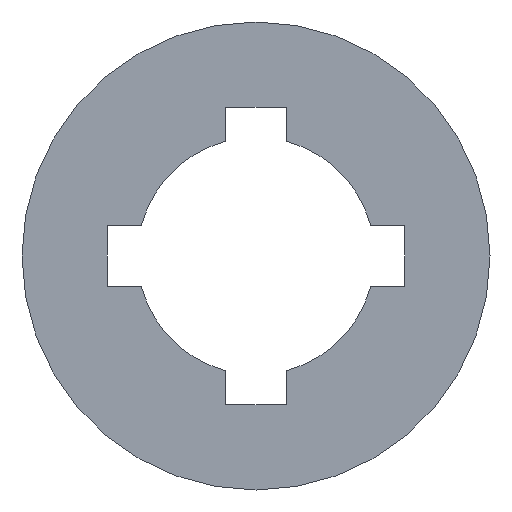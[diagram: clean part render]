
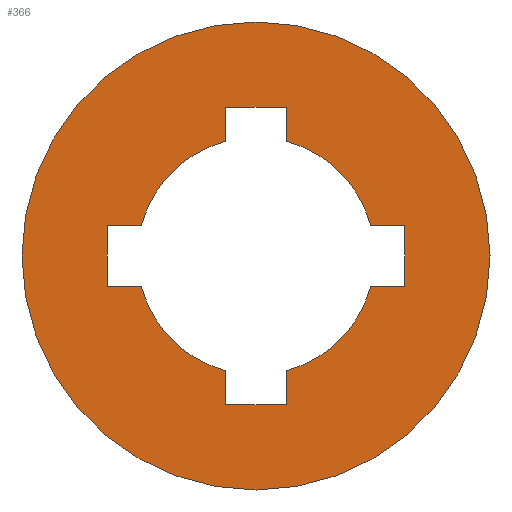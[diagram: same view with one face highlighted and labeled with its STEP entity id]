
A CAD part, front view. The second image highlights one B-rep face of the part: STEP entity #366.
In plain terms, the highlighted planar face has unit normal (0, -1, 0).
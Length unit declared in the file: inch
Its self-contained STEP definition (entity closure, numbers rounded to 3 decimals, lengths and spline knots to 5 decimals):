
#2 = DIRECTION ( 'NONE',  ( 0., 0., -1. ) ) ;
#4 = VERTEX_POINT ( 'NONE', #645 ) ;
#6 = ORIENTED_EDGE ( 'NONE', *, *, #256, .T. ) ;
#7 = DIRECTION ( 'NONE',  ( 0., 1., 0. ) ) ;
#10 = EDGE_CURVE ( 'NONE', #246, #488, #559, .T. ) ;
#12 = CIRCLE ( 'NONE', #655, 0.15846 ) ;
#15 = DIRECTION ( 'NONE',  ( 0., 0., 1. ) ) ;
#18 = DIRECTION ( 'NONE',  ( 1., 0., 0. ) ) ;
#19 = CARTESIAN_POINT ( 'NONE',  ( -0.04035, -0.03125, 0. ) ) ;
#21 = LINE ( 'NONE', #238, #138 ) ;
#25 = EDGE_CURVE ( 'NONE', #571, #363, #117, .T. ) ;
#27 = CARTESIAN_POINT ( 'NONE',  ( -0.15324, -0.03125, -0.04035 ) ) ;
#33 = AXIS2_PLACEMENT_3D ( 'NONE', #71, #385, #585 ) ;
#58 = CARTESIAN_POINT ( 'NONE',  ( 0.19882, -0.03125, 0. ) ) ;
#59 = VERTEX_POINT ( 'NONE', #620 ) ;
#60 = CARTESIAN_POINT ( 'NONE',  ( -0.19882, -0.03125, -0.04035 ) ) ;
#63 = DIRECTION ( 'NONE',  ( 1., 0., 0. ) ) ;
#71 = CARTESIAN_POINT ( 'NONE',  ( 0., -0.03125, 0. ) ) ;
#77 = ORIENTED_EDGE ( 'NONE', *, *, #111, .T. ) ;
#93 = LINE ( 'NONE', #198, #207 ) ;
#95 = ORIENTED_EDGE ( 'NONE', *, *, #322, .T. ) ;
#102 = CARTESIAN_POINT ( 'NONE',  ( -0.19882, -0.03125, 0. ) ) ;
#106 = ORIENTED_EDGE ( 'NONE', *, *, #154, .F. ) ;
#111 = EDGE_CURVE ( 'NONE', #422, #536, #93, .T. ) ;
#112 = CARTESIAN_POINT ( 'NONE',  ( 0.04035, -0.03125, 0.15324 ) ) ;
#117 = LINE ( 'NONE', #487, #601 ) ;
#119 = EDGE_CURVE ( 'NONE', #571, #422, #676, .T. ) ;
#125 = DIRECTION ( 'NONE',  ( 1., 0., 0. ) ) ;
#126 = DIRECTION ( 'NONE',  ( 1., 0., 0. ) ) ;
#138 = VECTOR ( 'NONE', #126, 39.37008 ) ;
#140 = EDGE_LOOP ( 'NONE', ( #189, #551 ) ) ;
#149 = VECTOR ( 'NONE', #63, 39.37008 ) ;
#154 = EDGE_CURVE ( 'NONE', #659, #441, #383, .T. ) ;
#156 = EDGE_CURVE ( 'NONE', #240, #483, #333, .T. ) ;
#157 = CARTESIAN_POINT ( 'NONE',  ( 0., -0.03125, 0.04035 ) ) ;
#161 = ORIENTED_EDGE ( 'NONE', *, *, #302, .F. ) ;
#162 = CARTESIAN_POINT ( 'NONE',  ( 0.04035, -0.03125, -0.19882 ) ) ;
#169 = CARTESIAN_POINT ( 'NONE',  ( 0.04035, -0.03125, 0. ) ) ;
#170 = EDGE_CURVE ( 'NONE', #454, #441, #577, .T. ) ;
#171 = CARTESIAN_POINT ( 'NONE',  ( 0.04035, -0.03125, 0.19882 ) ) ;
#182 = ORIENTED_EDGE ( 'NONE', *, *, #452, .T. ) ;
#189 = ORIENTED_EDGE ( 'NONE', *, *, #231, .F. ) ;
#192 = ORIENTED_EDGE ( 'NONE', *, *, #615, .F. ) ;
#195 = EDGE_CURVE ( 'NONE', #4, #363, #222, .T. ) ;
#198 = CARTESIAN_POINT ( 'NONE',  ( 0.04035, -0.03125, 0. ) ) ;
#207 = VECTOR ( 'NONE', #258, 39.37008 ) ;
#208 = AXIS2_PLACEMENT_3D ( 'NONE', #654, #289, #337 ) ;
#211 = DIRECTION ( 'NONE',  ( 0., 1., 0. ) ) ;
#212 = ORIENTED_EDGE ( 'NONE', *, *, #119, .T. ) ;
#222 = CIRCLE ( 'NONE', #292, 0.15846 ) ;
#227 = CARTESIAN_POINT ( 'NONE',  ( -0.19882, -0.03125, 0.04035 ) ) ;
#230 = DIRECTION ( 'NONE',  ( 0., 0., -1. ) ) ;
#231 = EDGE_CURVE ( 'NONE', #488, #246, #459, .T. ) ;
#234 = VECTOR ( 'NONE', #421, 39.37008 ) ;
#235 = DIRECTION ( 'NONE',  ( 0., 0., -1. ) ) ;
#236 = LINE ( 'NONE', #537, #665 ) ;
#238 = CARTESIAN_POINT ( 'NONE',  ( 0., -0.03125, 0.04035 ) ) ;
#240 = VERTEX_POINT ( 'NONE', #227 ) ;
#244 = DIRECTION ( 'NONE',  ( 0., 0., -1. ) ) ;
#246 = VERTEX_POINT ( 'NONE', #277 ) ;
#256 = EDGE_CURVE ( 'NONE', #317, #520, #321, .T. ) ;
#258 = DIRECTION ( 'NONE',  ( 0., 0., -1. ) ) ;
#259 = VECTOR ( 'NONE', #125, 39.37008 ) ;
#267 = DIRECTION ( 'NONE',  ( 0., 0., 1. ) ) ;
#276 = EDGE_LOOP ( 'NONE', ( #469, #95, #6, #596, #381, #628, #106, #161, #182, #192, #557, #684, #610, #688, #212, #77 ) ) ;
#277 = CARTESIAN_POINT ( 'NONE',  ( 0., -0.03125, 0.3125 ) ) ;
#289 = DIRECTION ( 'NONE',  ( 0., 1., 0. ) ) ;
#292 = AXIS2_PLACEMENT_3D ( 'NONE', #440, #7, #15 ) ;
#296 = EDGE_CURVE ( 'NONE', #536, #592, #497, .T. ) ;
#301 = AXIS2_PLACEMENT_3D ( 'NONE', #480, #689, #332 ) ;
#302 = EDGE_CURVE ( 'NONE', #59, #659, #453, .T. ) ;
#313 = VERTEX_POINT ( 'NONE', #387 ) ;
#317 = VERTEX_POINT ( 'NONE', #339 ) ;
#321 = LINE ( 'NONE', #58, #643 ) ;
#322 = EDGE_CURVE ( 'NONE', #592, #317, #21, .T. ) ;
#325 = CARTESIAN_POINT ( 'NONE',  ( 0.19882, -0.03125, -0.04035 ) ) ;
#326 = VERTEX_POINT ( 'NONE', #27 ) ;
#332 = DIRECTION ( 'NONE',  ( 0., 0., 1. ) ) ;
#333 = LINE ( 'NONE', #102, #234 ) ;
#337 = DIRECTION ( 'NONE',  ( 0., 0., 1. ) ) ;
#339 = CARTESIAN_POINT ( 'NONE',  ( 0.19882, -0.03125, 0.04035 ) ) ;
#341 = CARTESIAN_POINT ( 'NONE',  ( 0., -0.03125, -0.04035 ) ) ;
#351 = CARTESIAN_POINT ( 'NONE',  ( 0., -0.03125, 0.19882 ) ) ;
#358 = FACE_OUTER_BOUND ( 'NONE', #140, .T. ) ;
#363 = VERTEX_POINT ( 'NONE', #549 ) ;
#366 = ADVANCED_FACE ( 'NONE', ( #672, #358 ), #621, .F. ) ;
#371 = CARTESIAN_POINT ( 'NONE',  ( 0., -0.03125, 0. ) ) ;
#374 = CARTESIAN_POINT ( 'NONE',  ( 0., -0.03125, 0. ) ) ;
#381 = ORIENTED_EDGE ( 'NONE', *, *, #466, .T. ) ;
#383 = LINE ( 'NONE', #485, #544 ) ;
#385 = DIRECTION ( 'NONE',  ( 0., 1., 0. ) ) ;
#387 = CARTESIAN_POINT ( 'NONE',  ( 0.15324, -0.03125, -0.04035 ) ) ;
#394 = CIRCLE ( 'NONE', #664, 0.15846 ) ;
#419 = DIRECTION ( 'NONE',  ( 0., 0., 1. ) ) ;
#421 = DIRECTION ( 'NONE',  ( 0., 0., -1. ) ) ;
#422 = VERTEX_POINT ( 'NONE', #171 ) ;
#431 = VECTOR ( 'NONE', #244, 39.37008 ) ;
#433 = LINE ( 'NONE', #157, #149 ) ;
#440 = CARTESIAN_POINT ( 'NONE',  ( 0., -0.03125, 0. ) ) ;
#441 = VERTEX_POINT ( 'NONE', #162 ) ;
#442 = LINE ( 'NONE', #341, #259 ) ;
#446 = CARTESIAN_POINT ( 'NONE',  ( -0.04035, -0.03125, 0.19882 ) ) ;
#452 = EDGE_CURVE ( 'NONE', #59, #326, #12, .T. ) ;
#453 = LINE ( 'NONE', #19, #431 ) ;
#454 = VERTEX_POINT ( 'NONE', #631 ) ;
#459 = CIRCLE ( 'NONE', #539, 0.3125 ) ;
#466 = EDGE_CURVE ( 'NONE', #313, #454, #394, .T. ) ;
#469 = ORIENTED_EDGE ( 'NONE', *, *, #296, .T. ) ;
#475 = CARTESIAN_POINT ( 'NONE',  ( 0., -0.03125, 0. ) ) ;
#479 = EDGE_CURVE ( 'NONE', #240, #4, #433, .T. ) ;
#480 = CARTESIAN_POINT ( 'NONE',  ( 0., -0.03125, 0. ) ) ;
#483 = VERTEX_POINT ( 'NONE', #60 ) ;
#485 = CARTESIAN_POINT ( 'NONE',  ( 0., -0.03125, -0.19882 ) ) ;
#487 = CARTESIAN_POINT ( 'NONE',  ( -0.04035, -0.03125, 0. ) ) ;
#488 = VERTEX_POINT ( 'NONE', #570 ) ;
#497 = CIRCLE ( 'NONE', #208, 0.15846 ) ;
#505 = VECTOR ( 'NONE', #230, 39.37008 ) ;
#511 = DIRECTION ( 'NONE',  ( 0., 1., 0. ) ) ;
#520 = VERTEX_POINT ( 'NONE', #325 ) ;
#536 = VERTEX_POINT ( 'NONE', #112 ) ;
#537 = CARTESIAN_POINT ( 'NONE',  ( 0., -0.03125, -0.04035 ) ) ;
#539 = AXIS2_PLACEMENT_3D ( 'NONE', #374, #511, #267 ) ;
#544 = VECTOR ( 'NONE', #644, 39.37008 ) ;
#549 = CARTESIAN_POINT ( 'NONE',  ( -0.04035, -0.03125, 0.15324 ) ) ;
#551 = ORIENTED_EDGE ( 'NONE', *, *, #10, .F. ) ;
#557 = ORIENTED_EDGE ( 'NONE', *, *, #156, .F. ) ;
#559 = CIRCLE ( 'NONE', #33, 0.3125 ) ;
#568 = DIRECTION ( 'NONE',  ( 1., 0., 0. ) ) ;
#570 = CARTESIAN_POINT ( 'NONE',  ( 0., -0.03125, -0.3125 ) ) ;
#571 = VERTEX_POINT ( 'NONE', #446 ) ;
#575 = DIRECTION ( 'NONE',  ( 0., 0., 1. ) ) ;
#577 = LINE ( 'NONE', #169, #505 ) ;
#585 = DIRECTION ( 'NONE',  ( 0., 0., 1. ) ) ;
#588 = CARTESIAN_POINT ( 'NONE',  ( -0.04035, -0.03125, -0.19882 ) ) ;
#592 = VERTEX_POINT ( 'NONE', #662 ) ;
#596 = ORIENTED_EDGE ( 'NONE', *, *, #661, .F. ) ;
#601 = VECTOR ( 'NONE', #235, 39.37008 ) ;
#610 = ORIENTED_EDGE ( 'NONE', *, *, #195, .T. ) ;
#615 = EDGE_CURVE ( 'NONE', #483, #326, #442, .T. ) ;
#620 = CARTESIAN_POINT ( 'NONE',  ( -0.04035, -0.03125, -0.15324 ) ) ;
#621 = PLANE ( 'NONE',  #301 ) ;
#626 = DIRECTION ( 'NONE',  ( 0., 1., 0. ) ) ;
#628 = ORIENTED_EDGE ( 'NONE', *, *, #170, .T. ) ;
#631 = CARTESIAN_POINT ( 'NONE',  ( 0.04035, -0.03125, -0.15324 ) ) ;
#643 = VECTOR ( 'NONE', #2, 39.37008 ) ;
#644 = DIRECTION ( 'NONE',  ( 1., 0., 0. ) ) ;
#645 = CARTESIAN_POINT ( 'NONE',  ( -0.15324, -0.03125, 0.04035 ) ) ;
#654 = CARTESIAN_POINT ( 'NONE',  ( 0., -0.03125, 0. ) ) ;
#655 = AXIS2_PLACEMENT_3D ( 'NONE', #475, #626, #419 ) ;
#659 = VERTEX_POINT ( 'NONE', #588 ) ;
#661 = EDGE_CURVE ( 'NONE', #313, #520, #236, .T. ) ;
#662 = CARTESIAN_POINT ( 'NONE',  ( 0.15324, -0.03125, 0.04035 ) ) ;
#663 = VECTOR ( 'NONE', #568, 39.37008 ) ;
#664 = AXIS2_PLACEMENT_3D ( 'NONE', #371, #211, #575 ) ;
#665 = VECTOR ( 'NONE', #18, 39.37008 ) ;
#672 = FACE_BOUND ( 'NONE', #276, .T. ) ;
#676 = LINE ( 'NONE', #351, #663 ) ;
#684 = ORIENTED_EDGE ( 'NONE', *, *, #479, .T. ) ;
#688 = ORIENTED_EDGE ( 'NONE', *, *, #25, .F. ) ;
#689 = DIRECTION ( 'NONE',  ( 0., 1., 0. ) ) ;
